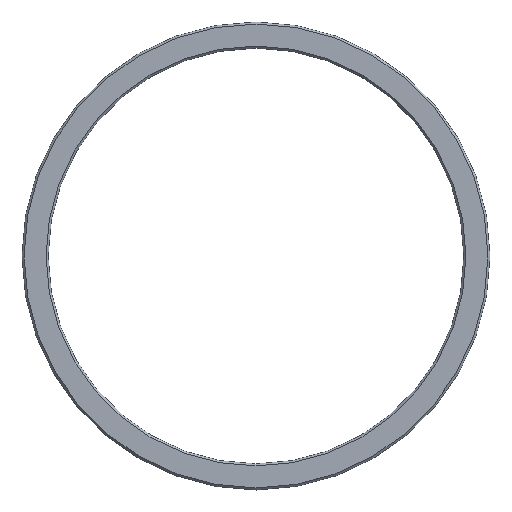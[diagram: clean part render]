
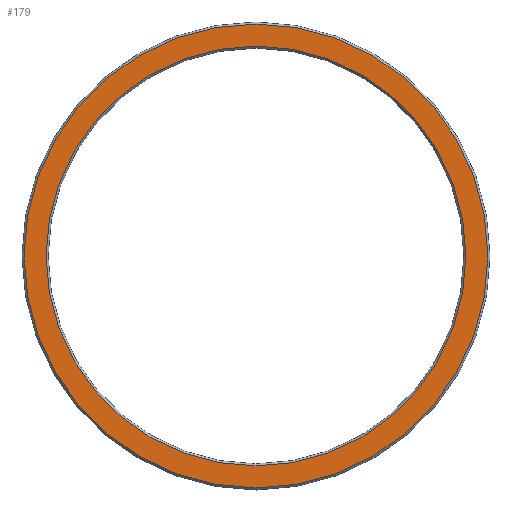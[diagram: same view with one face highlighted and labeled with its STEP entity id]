
A CAD part, top view. The second image highlights one B-rep face of the part: STEP entity #179.
In plain terms, the highlighted planar face has unit normal (0, 0, 1).
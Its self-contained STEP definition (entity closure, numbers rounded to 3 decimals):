
#54=FACE_BOUND('',#75,.T.);
#61=FACE_OUTER_BOUND('',#74,.T.);
#74=EDGE_LOOP('',(#149));
#75=EDGE_LOOP('',(#150));
#87=CIRCLE('',#213,40.05);
#88=CIRCLE('',#215,44.25);
#99=VERTEX_POINT('',#320);
#100=VERTEX_POINT('',#324);
#116=EDGE_CURVE('',#99,#99,#87,.T.);
#117=EDGE_CURVE('',#100,#100,#88,.T.);
#149=ORIENTED_EDGE('',*,*,#117,.F.);
#150=ORIENTED_EDGE('',*,*,#116,.T.);
#172=PLANE('',#214);
#179=ADVANCED_FACE('',(#61,#54),#172,.T.);
#213=AXIS2_PLACEMENT_3D('',#322,#262,#263);
#214=AXIS2_PLACEMENT_3D('',#323,#264,#265);
#215=AXIS2_PLACEMENT_3D('',#325,#266,#267);
#262=DIRECTION('center_axis',(0.,0.,-1.));
#263=DIRECTION('ref_axis',(1.,0.,0.));
#264=DIRECTION('center_axis',(0.,0.,1.));
#265=DIRECTION('ref_axis',(1.,0.,0.));
#266=DIRECTION('center_axis',(0.,0.,-1.));
#267=DIRECTION('ref_axis',(1.,0.,0.));
#320=CARTESIAN_POINT('',(40.05,0.,157.895));
#322=CARTESIAN_POINT('Origin',(0.,0.,157.895));
#323=CARTESIAN_POINT('Origin',(-44.25,0.,157.895));
#324=CARTESIAN_POINT('',(44.25,0.,157.895));
#325=CARTESIAN_POINT('Origin',(0.,0.,157.895));
